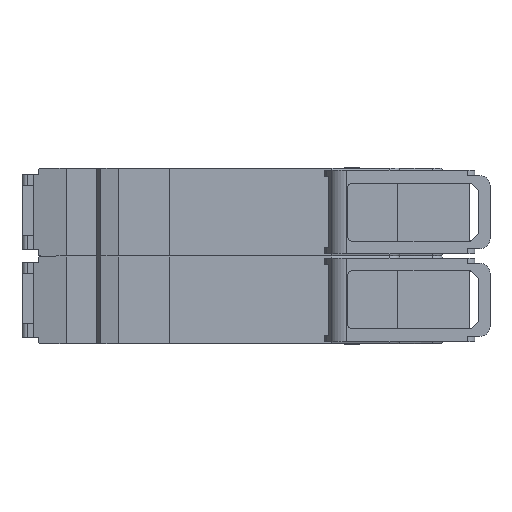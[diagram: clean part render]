
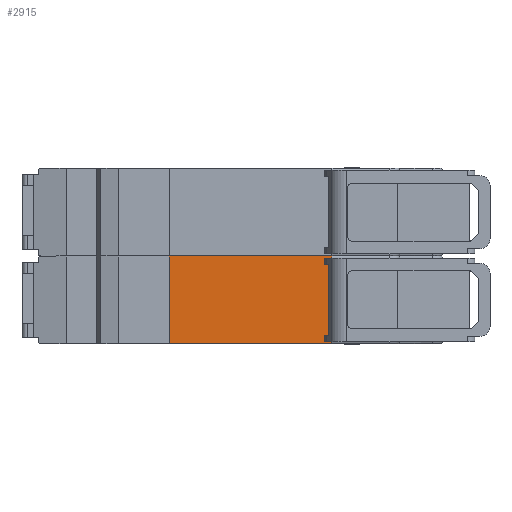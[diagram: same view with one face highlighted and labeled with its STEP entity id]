
A CAD part, front view. The second image highlights one B-rep face of the part: STEP entity #2915.
In plain terms, the highlighted planar face has unit normal (0, -1, 0).
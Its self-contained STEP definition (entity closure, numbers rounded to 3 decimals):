
#2915=ADVANCED_FACE('',(#6303),#4986,.T.);
#4986=PLANE('',#37089);
#6303=FACE_OUTER_BOUND('',#8304,.T.);
#8304=EDGE_LOOP('',(#10674,#10675,#10676,#10677,#10678,#10679,#10680,#10681,
#10682,#10683,#10684,#10685));
#10674=ORIENTED_EDGE('',*,*,#24621,.T.);
#10675=ORIENTED_EDGE('',*,*,#24622,.T.);
#10676=ORIENTED_EDGE('',*,*,#24618,.F.);
#10677=ORIENTED_EDGE('',*,*,#24623,.F.);
#10678=ORIENTED_EDGE('',*,*,#24624,.T.);
#10679=ORIENTED_EDGE('',*,*,#24625,.T.);
#10680=ORIENTED_EDGE('',*,*,#24626,.T.);
#10681=ORIENTED_EDGE('',*,*,#24627,.T.);
#10682=ORIENTED_EDGE('',*,*,#24628,.T.);
#10683=ORIENTED_EDGE('',*,*,#24629,.T.);
#10684=ORIENTED_EDGE('',*,*,#24630,.T.);
#10685=ORIENTED_EDGE('',*,*,#24631,.T.);
#21252=VERTEX_POINT('',#50668);
#21253=VERTEX_POINT('',#50669);
#21254=VERTEX_POINT('',#50674);
#21255=VERTEX_POINT('',#50675);
#21256=VERTEX_POINT('',#50678);
#21257=VERTEX_POINT('',#50680);
#21258=VERTEX_POINT('',#50682);
#21259=VERTEX_POINT('',#50684);
#21260=VERTEX_POINT('',#50686);
#21261=VERTEX_POINT('',#50688);
#21262=VERTEX_POINT('',#50690);
#21263=VERTEX_POINT('',#50692);
#24618=EDGE_CURVE('',#21252,#21253,#29911,.T.);
#24621=EDGE_CURVE('',#21254,#21255,#29914,.T.);
#24622=EDGE_CURVE('',#21255,#21253,#29915,.T.);
#24623=EDGE_CURVE('',#21256,#21252,#29916,.T.);
#24624=EDGE_CURVE('',#21256,#21257,#29917,.T.);
#24625=EDGE_CURVE('',#21257,#21258,#29918,.T.);
#24626=EDGE_CURVE('',#21258,#21259,#29919,.T.);
#24627=EDGE_CURVE('',#21259,#21260,#29920,.T.);
#24628=EDGE_CURVE('',#21260,#21261,#29921,.T.);
#24629=EDGE_CURVE('',#21261,#21262,#29922,.T.);
#24630=EDGE_CURVE('',#21262,#21263,#29923,.T.);
#24631=EDGE_CURVE('',#21263,#21254,#29924,.T.);
#29911=LINE('',#50667,#33503);
#29914=LINE('',#50673,#33506);
#29915=LINE('',#50676,#33507);
#29916=LINE('',#50677,#33508);
#29917=LINE('',#50679,#33509);
#29918=LINE('',#50681,#33510);
#29919=LINE('',#50683,#33511);
#29920=LINE('',#50685,#33512);
#29921=LINE('',#50687,#33513);
#29922=LINE('',#50689,#33514);
#29923=LINE('',#50691,#33515);
#29924=LINE('',#50693,#33516);
#33503=VECTOR('',#40408,1.);
#33506=VECTOR('',#40413,1.);
#33507=VECTOR('',#40414,1.);
#33508=VECTOR('',#40415,1.);
#33509=VECTOR('',#40416,1.);
#33510=VECTOR('',#40417,1.);
#33511=VECTOR('',#40418,1.);
#33512=VECTOR('',#40419,1.);
#33513=VECTOR('',#40420,1.);
#33514=VECTOR('',#40421,1.);
#33515=VECTOR('',#40422,1.);
#33516=VECTOR('',#40423,1.);
#37089=AXIS2_PLACEMENT_3D('',#50694,#40424,#40425);
#40408=DIRECTION('',(0.,0.,1.));
#40413=DIRECTION('',(0.,0.,1.));
#40414=DIRECTION('',(-1.,0.,0.));
#40415=DIRECTION('',(-1.,0.,0.));
#40416=DIRECTION('',(0.,0.,1.));
#40417=DIRECTION('',(0.,0.,1.));
#40418=DIRECTION('',(0.,0.,1.));
#40419=DIRECTION('',(1.,0.,0.));
#40420=DIRECTION('',(0.,0.,1.));
#40421=DIRECTION('',(-1.,0.,0.));
#40422=DIRECTION('',(0.,0.,1.));
#40423=DIRECTION('',(0.,0.,1.));
#40424=DIRECTION('',(0.,-1.,0.));
#40425=DIRECTION('',(0.,0.,-1.));
#50667=CARTESIAN_POINT('',(-4.,-55.8,-17.5));
#50668=CARTESIAN_POINT('',(-4.,-55.8,-35.));
#50669=CARTESIAN_POINT('',(-4.,-55.8,-17.5));
#50673=CARTESIAN_POINT('',(30.5,-55.8,-17.5));
#50674=CARTESIAN_POINT('',(30.5,-55.8,-17.9));
#50675=CARTESIAN_POINT('',(30.5,-55.8,-17.5));
#50676=CARTESIAN_POINT('',(-4.,-55.8,-17.5));
#50677=CARTESIAN_POINT('',(-4.,-55.8,-35.));
#50678=CARTESIAN_POINT('',(30.5,-55.8,-35.));
#50679=CARTESIAN_POINT('',(30.5,-55.8,-35.));
#50680=CARTESIAN_POINT('',(30.5,-55.8,-34.6));
#50681=CARTESIAN_POINT('',(30.5,-55.8,-35.));
#50682=CARTESIAN_POINT('',(30.5,-55.8,-33.35));
#50683=CARTESIAN_POINT('',(30.5,-55.8,-35.));
#50684=CARTESIAN_POINT('',(30.5,-55.8,-33.2));
#50685=CARTESIAN_POINT('',(30.95,-55.8,-33.2));
#50686=CARTESIAN_POINT('',(31.4,-55.8,-33.2));
#50687=CARTESIAN_POINT('',(31.4,-55.8,-33.2));
#50688=CARTESIAN_POINT('',(31.4,-55.8,-19.3));
#50689=CARTESIAN_POINT('',(30.95,-55.8,-19.3));
#50690=CARTESIAN_POINT('',(30.5,-55.8,-19.3));
#50691=CARTESIAN_POINT('',(30.5,-55.8,-35.));
#50692=CARTESIAN_POINT('',(30.5,-55.8,-19.15));
#50693=CARTESIAN_POINT('',(30.5,-55.8,-35.));
#50694=CARTESIAN_POINT('',(-4.,-55.8,-17.5));
